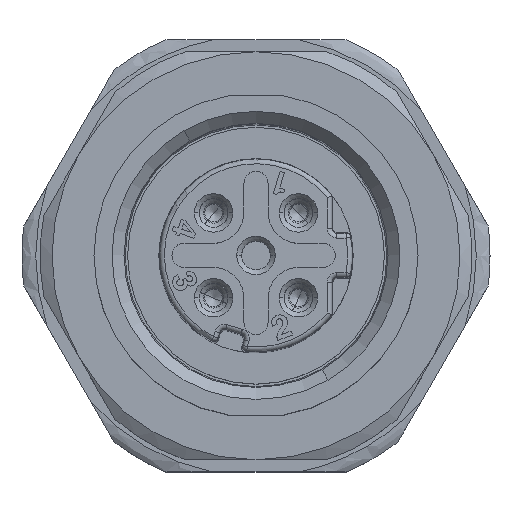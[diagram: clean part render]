
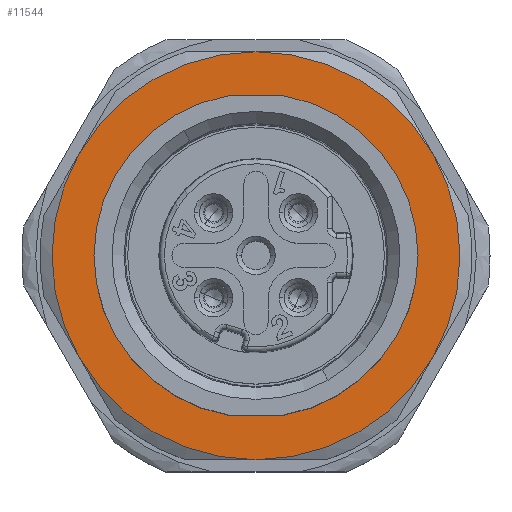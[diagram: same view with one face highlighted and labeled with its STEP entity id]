
A CAD part, top view. The second image highlights one B-rep face of the part: STEP entity #11544.
In plain terms, the highlighted planar face has unit normal (0, 0, 1).
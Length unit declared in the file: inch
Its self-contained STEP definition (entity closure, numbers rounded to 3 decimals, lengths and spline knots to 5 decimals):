
#2101=CARTESIAN_POINT('',(0.,0.33465,-0.04378));
#2124=CARTESIAN_POINT('',(0.,0.,-0.04378));
#2125=DIRECTION('',(0.,0.,1.));
#2126=DIRECTION('',(0.,1.,0.));
#2127=AXIS2_PLACEMENT_3D('',#2124,#2125,#2126);
#2129=CARTESIAN_POINT('',(0.,0.,-0.04378));
#2130=DIRECTION('',(0.,0.,1.));
#2131=DIRECTION('',(0.866,0.5,0.));
#2132=AXIS2_PLACEMENT_3D('',#2129,#2130,#2131);
#2134=CARTESIAN_POINT('',(0.,0.,-0.04378));
#2135=DIRECTION('',(0.,0.,1.));
#2136=DIRECTION('',(0.866,-0.5,0.));
#2137=AXIS2_PLACEMENT_3D('',#2134,#2135,#2136);
#2139=CARTESIAN_POINT('',(0.,0.,-0.04378));
#2140=DIRECTION('',(0.,0.,1.));
#2141=DIRECTION('',(0.,-1.,0.));
#2142=AXIS2_PLACEMENT_3D('',#2139,#2140,#2141);
#2144=CARTESIAN_POINT('',(0.,0.,-0.04378));
#2145=DIRECTION('',(0.,0.,1.));
#2146=DIRECTION('',(-0.866,-0.5,0.));
#2147=AXIS2_PLACEMENT_3D('',#2144,#2145,#2146);
#2149=CARTESIAN_POINT('',(0.,0.,-0.04378));
#2150=DIRECTION('',(0.,0.,1.));
#2151=DIRECTION('',(-0.866,0.5,0.));
#2152=AXIS2_PLACEMENT_3D('',#2149,#2150,#2151);
#2154=DIRECTION('',(-1.,0.,0.));
#2155=VECTOR('',#2154,0.09115);
#2156=CARTESIAN_POINT('',(0.04557,-0.26181,
-0.04378));
#2157=LINE('',#2156,#2155);
#2158=DIRECTION('',(1.,0.,0.));
#2159=VECTOR('',#2158,0.09115);
#2160=CARTESIAN_POINT('',(-0.04557,0.26181,
-0.04378));
#2161=LINE('',#2160,#2159);
#2176=CARTESIAN_POINT('',(0.28981,0.16732,
-0.04378));
#2199=CARTESIAN_POINT('',(0.28981,-0.16732,
-0.04378));
#2230=CARTESIAN_POINT('',(0.,-0.33465,-0.04378));
#2261=CARTESIAN_POINT('',(-0.28981,-0.16732,
-0.04378));
#2292=CARTESIAN_POINT('',(-0.28981,0.16732,
-0.04378));
#2318=CARTESIAN_POINT('',(0.,0.,-0.04378));
#2319=DIRECTION('',(0.,0.,-1.));
#2320=DIRECTION('',(-0.171,-0.985,0.));
#2321=AXIS2_PLACEMENT_3D('',#2318,#2319,#2320);
#2345=CARTESIAN_POINT('',(0.,0.,-0.04378));
#2346=DIRECTION('',(0.,0.,-1.));
#2347=DIRECTION('',(0.171,0.985,0.));
#2348=AXIS2_PLACEMENT_3D('',#2345,#2346,#2347);
#8759=VERTEX_POINT('',#2101);
#8766=VERTEX_POINT('',#2176);
#8773=VERTEX_POINT('',#2199);
#8780=VERTEX_POINT('',#2230);
#8787=VERTEX_POINT('',#2261);
#8794=VERTEX_POINT('',#2292);
#8808=CARTESIAN_POINT('',(0.04557,0.26181,
-0.04378));
#8809=VERTEX_POINT('',#8808);
#8810=CARTESIAN_POINT('',(-0.04557,0.26181,
-0.04378));
#8811=VERTEX_POINT('',#8810);
#8812=CARTESIAN_POINT('',(-0.04557,-0.26181,
-0.04378));
#8813=VERTEX_POINT('',#8812);
#8814=CARTESIAN_POINT('',(0.04557,-0.26181,
-0.04378));
#8815=VERTEX_POINT('',#8814);
#11516=CARTESIAN_POINT('',(0.,0.30512,-0.04378));
#11517=DIRECTION('',(0.,0.,1.));
#11518=DIRECTION('',(0.,1.,0.));
#11519=AXIS2_PLACEMENT_3D('',#11516,#11517,#11518);
#11520=PLANE('',#11519);
#11521=ORIENTED_EDGE('',*,*,#11509,.F.);
#11523=ORIENTED_EDGE('',*,*,#11522,.F.);
#11525=ORIENTED_EDGE('',*,*,#11524,.F.);
#11527=ORIENTED_EDGE('',*,*,#11526,.F.);
#11529=ORIENTED_EDGE('',*,*,#11528,.F.);
#11531=ORIENTED_EDGE('',*,*,#11530,.F.);
#11532=EDGE_LOOP('',(#11521,#11523,#11525,#11527,#11529,#11531));
#11533=FACE_OUTER_BOUND('',#11532,.F.);
#11535=ORIENTED_EDGE('',*,*,#11534,.F.);
#11537=ORIENTED_EDGE('',*,*,#11536,.F.);
#11539=ORIENTED_EDGE('',*,*,#11538,.F.);
#11541=ORIENTED_EDGE('',*,*,#11540,.F.);
#11542=EDGE_LOOP('',(#11535,#11537,#11539,#11541));
#11543=FACE_BOUND('',#11542,.F.);
#11544=ADVANCED_FACE('',(#11533,#11543),#11520,.T.);
#2128=CIRCLE('',#2127,0.33465);
#2133=CIRCLE('',#2132,0.33465);
#2138=CIRCLE('',#2137,0.33465);
#2143=CIRCLE('',#2142,0.33465);
#2148=CIRCLE('',#2147,0.33465);
#2153=CIRCLE('',#2152,0.33465);
#2322=CIRCLE('',#2321,0.26575);
#2349=CIRCLE('',#2348,0.26575);
#11509=EDGE_CURVE('',#8759,#8794,#2128,.T.);
#11522=EDGE_CURVE('',#8766,#8759,#2133,.T.);
#11524=EDGE_CURVE('',#8773,#8766,#2138,.T.);
#11526=EDGE_CURVE('',#8780,#8773,#2143,.T.);
#11528=EDGE_CURVE('',#8787,#8780,#2148,.T.);
#11530=EDGE_CURVE('',#8794,#8787,#2153,.T.);
#11534=EDGE_CURVE('',#8813,#8811,#2322,.T.);
#11536=EDGE_CURVE('',#8815,#8813,#2157,.T.);
#11538=EDGE_CURVE('',#8809,#8815,#2349,.T.);
#11540=EDGE_CURVE('',#8811,#8809,#2161,.T.);
